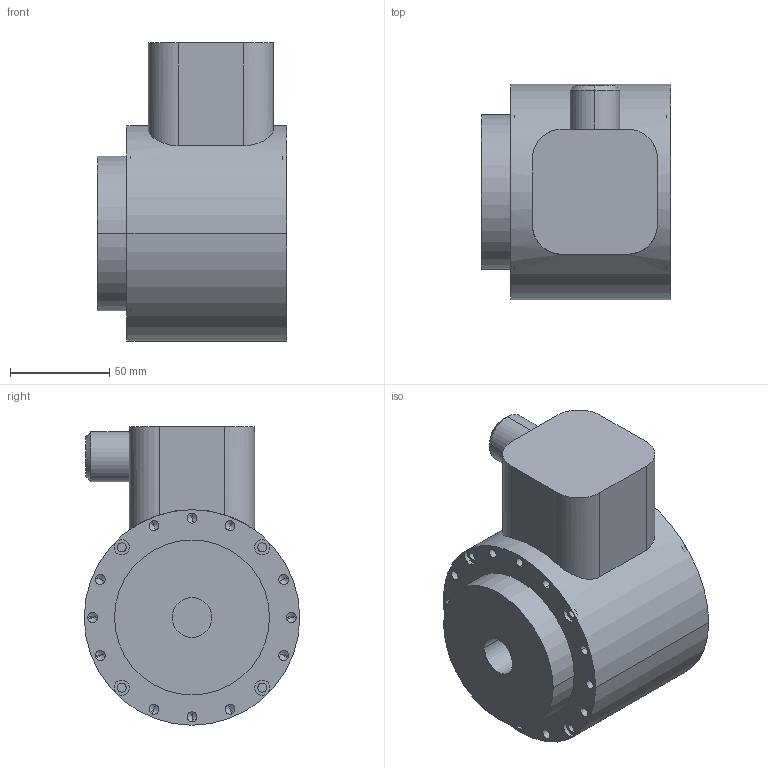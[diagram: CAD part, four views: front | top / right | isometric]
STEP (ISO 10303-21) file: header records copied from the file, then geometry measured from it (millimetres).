
FILE_DESCRIPTION((''),'2;1');
FILE_NAME('DM_CAD1904_STECKHOHLW','2013-12-12T',('creinig-se'),(''),'PRO/ENGINEER BY PARAMETRIC TECHNOLOGY CORPORATION, 2013050','PRO/ENGINEER BY PARAMETRIC TECHNOLOGY CORPORATION, 2013050','');
FILE_SCHEMA(('CONFIG_CONTROL_DESIGN'));
Length unit declared in the file: millimetre
Products named in the file (1): DM_CAD1904_STECKHOHLW
Bounding box: 95.5 x 108.5 x 150.25 mm (x, y, z)
Volume: 969328.1 mm3; surface area: 71128.2 mm2
Topology: 1 solids, 1 shells, 168 faces, 388 edges, 218 vertices
Faces by surface type: cylinder 92, cone 50, plane 26
Entity records: 5576 total; most frequent: DIRECTION 856, CARTESIAN_POINT 770, ORIENTED_EDGE 680, AXIS2_PLACEMENT_3D 352, PRESENTATION_STYLE_ASSIGNMENT 341, STYLED_ITEM 341, CURVE_STYLE 340, EDGE_CURVE 340
